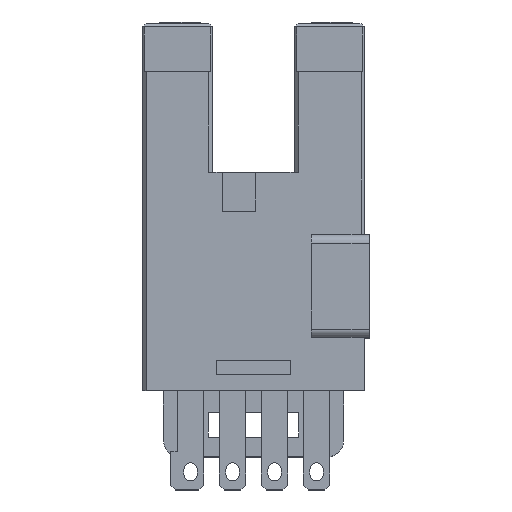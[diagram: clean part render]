
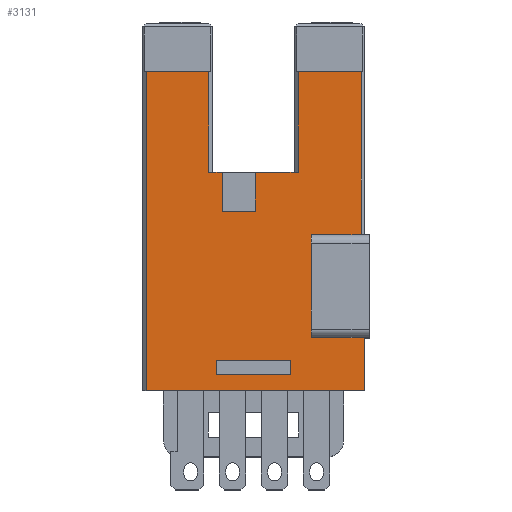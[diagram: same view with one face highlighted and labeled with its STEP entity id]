
A CAD part, top view. The second image highlights one B-rep face of the part: STEP entity #3131.
In plain terms, the highlighted planar face has unit normal (0, 0, 1).
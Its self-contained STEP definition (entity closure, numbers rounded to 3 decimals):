
#49=FACE_BOUND('',#376,.T.);
#202=FACE_OUTER_BOUND('',#375,.T.);
#375=EDGE_LOOP('',(#2602,#2603,#2604,#2605,#2606,#2607,#2608,#2609,#2610,
#2611,#2612,#2613,#2614,#2615,#2616,#2617));
#376=EDGE_LOOP('',(#2618,#2619,#2620,#2621));
#571=LINE('',#4501,#973);
#575=LINE('',#4509,#977);
#578=LINE('',#4515,#980);
#581=LINE('',#4520,#983);
#583=LINE('',#4526,#985);
#587=LINE('',#4535,#989);
#593=LINE('',#4545,#995);
#605=LINE('',#4571,#1007);
#614=LINE('',#4587,#1016);
#660=LINE('',#4681,#1062);
#703=LINE('',#4763,#1105);
#706=LINE('',#4768,#1108);
#747=LINE('',#4849,#1149);
#748=LINE('',#4854,#1150);
#752=LINE('',#4861,#1154);
#755=LINE('',#4866,#1157);
#756=LINE('',#4868,#1158);
#757=LINE('',#4870,#1159);
#758=LINE('',#4871,#1160);
#759=LINE('',#4872,#1161);
#973=VECTOR('',#3682,0.85);
#977=VECTOR('',#3688,4.5);
#980=VECTOR('',#3693,0.85);
#983=VECTOR('',#3698,4.5);
#985=VECTOR('',#3704,2.35);
#989=VECTOR('',#3710,2.35);
#995=VECTOR('',#3720,2.);
#1007=VECTOR('',#3742,2.6);
#1016=VECTOR('',#3751,0.8);
#1062=VECTOR('',#3821,3.2);
#1105=VECTOR('',#3882,9.9);
#1108=VECTOR('',#3887,6.1);
#1149=VECTOR('',#3950,6.1);
#1150=VECTOR('',#3957,13.2);
#1154=VECTOR('',#3963,19.3);
#1157=VECTOR('',#3968,3.8);
#1158=VECTOR('',#3969,3.2);
#1159=VECTOR('',#3970,6.2);
#1160=VECTOR('',#3971,3.);
#1161=VECTOR('',#3972,3.8);
#1340=VERTEX_POINT('',#4499);
#1341=VERTEX_POINT('',#4500);
#1344=VERTEX_POINT('',#4508);
#1346=VERTEX_POINT('',#4514);
#1348=VERTEX_POINT('',#4524);
#1349=VERTEX_POINT('',#4525);
#1352=VERTEX_POINT('',#4533);
#1353=VERTEX_POINT('',#4534);
#1364=VERTEX_POINT('',#4570);
#1371=VERTEX_POINT('',#4585);
#1406=VERTEX_POINT('',#4678);
#1407=VERTEX_POINT('',#4680);
#1436=VERTEX_POINT('',#4760);
#1437=VERTEX_POINT('',#4762);
#1438=VERTEX_POINT('',#4767);
#1467=VERTEX_POINT('',#4847);
#1468=VERTEX_POINT('',#4853);
#1470=VERTEX_POINT('',#4860);
#1472=VERTEX_POINT('',#4867);
#1473=VERTEX_POINT('',#4869);
#1687=EDGE_CURVE('',#1340,#1341,#571,.T.);
#1691=EDGE_CURVE('',#1344,#1340,#575,.T.);
#1694=EDGE_CURVE('',#1346,#1344,#578,.T.);
#1697=EDGE_CURVE('',#1341,#1346,#581,.T.);
#1699=EDGE_CURVE('',#1348,#1349,#583,.T.);
#1703=EDGE_CURVE('',#1352,#1353,#587,.T.);
#1709=EDGE_CURVE('',#1353,#1348,#593,.T.);
#1721=EDGE_CURVE('',#1352,#1364,#605,.T.);
#1730=EDGE_CURVE('',#1371,#1349,#614,.T.);
#1776=EDGE_CURVE('',#1407,#1406,#660,.T.);
#1819=EDGE_CURVE('',#1436,#1437,#703,.T.);
#1822=EDGE_CURVE('',#1364,#1438,#706,.T.);
#1863=EDGE_CURVE('',#1467,#1371,#747,.T.);
#1864=EDGE_CURVE('',#1468,#1407,#748,.T.);
#1868=EDGE_CURVE('',#1468,#1470,#752,.T.);
#1871=EDGE_CURVE('',#1467,#1470,#755,.T.);
#1872=EDGE_CURVE('',#1406,#1472,#756,.T.);
#1873=EDGE_CURVE('',#1472,#1473,#757,.T.);
#1874=EDGE_CURVE('',#1473,#1437,#758,.T.);
#1875=EDGE_CURVE('',#1436,#1438,#759,.T.);
#2602=ORIENTED_EDGE('',*,*,#1699,.T.);
#2603=ORIENTED_EDGE('',*,*,#1730,.F.);
#2604=ORIENTED_EDGE('',*,*,#1863,.F.);
#2605=ORIENTED_EDGE('',*,*,#1871,.T.);
#2606=ORIENTED_EDGE('',*,*,#1868,.F.);
#2607=ORIENTED_EDGE('',*,*,#1864,.T.);
#2608=ORIENTED_EDGE('',*,*,#1776,.T.);
#2609=ORIENTED_EDGE('',*,*,#1872,.T.);
#2610=ORIENTED_EDGE('',*,*,#1873,.T.);
#2611=ORIENTED_EDGE('',*,*,#1874,.T.);
#2612=ORIENTED_EDGE('',*,*,#1819,.F.);
#2613=ORIENTED_EDGE('',*,*,#1875,.T.);
#2614=ORIENTED_EDGE('',*,*,#1822,.F.);
#2615=ORIENTED_EDGE('',*,*,#1721,.F.);
#2616=ORIENTED_EDGE('',*,*,#1703,.T.);
#2617=ORIENTED_EDGE('',*,*,#1709,.T.);
#2618=ORIENTED_EDGE('',*,*,#1687,.T.);
#2619=ORIENTED_EDGE('',*,*,#1697,.T.);
#2620=ORIENTED_EDGE('',*,*,#1694,.T.);
#2621=ORIENTED_EDGE('',*,*,#1691,.T.);
#2936=PLANE('',#3309);
#3131=ADVANCED_FACE('',(#202,#49),#2936,.T.);
#3309=AXIS2_PLACEMENT_3D('',#4865,#3966,#3967);
#3682=DIRECTION('',(0.,1.,0.));
#3688=DIRECTION('',(-1.,0.,0.));
#3693=DIRECTION('',(0.,-1.,0.));
#3698=DIRECTION('',(1.,0.,0.));
#3704=DIRECTION('',(0.,1.,0.));
#3710=DIRECTION('',(0.,-1.,0.));
#3720=DIRECTION('',(-1.,0.,0.));
#3742=DIRECTION('',(1.,0.,0.));
#3751=DIRECTION('',(1.,0.,0.));
#3821=DIRECTION('',(0.,1.,0.));
#3882=DIRECTION('',(0.,-1.,0.));
#3887=DIRECTION('',(0.,1.,0.));
#3950=DIRECTION('',(0.,-1.,0.));
#3957=DIRECTION('',(1.,0.,0.));
#3963=DIRECTION('',(0.,1.,0.));
#3966=DIRECTION('center_axis',(0.,0.,1.));
#3967=DIRECTION('ref_axis',(1.,0.,0.));
#3968=DIRECTION('',(-1.,0.,0.));
#3969=DIRECTION('',(-1.,0.,0.));
#3970=DIRECTION('',(0.,1.,0.));
#3971=DIRECTION('',(1.,0.,0.));
#3972=DIRECTION('',(-1.,0.,0.));
#4499=CARTESIAN_POINT('',(-2.25,1.,3.2));
#4500=CARTESIAN_POINT('',(-2.25,1.85,3.2));
#4501=CARTESIAN_POINT('',(-2.25,6.464,3.2));
#4508=CARTESIAN_POINT('',(2.25,1.,3.2));
#4509=CARTESIAN_POINT('',(1.125,1.,3.2));
#4514=CARTESIAN_POINT('',(2.25,1.85,3.2));
#4515=CARTESIAN_POINT('',(2.25,6.889,3.2));
#4520=CARTESIAN_POINT('',(-1.125,1.85,3.2));
#4524=CARTESIAN_POINT('',(-1.9,10.85,3.2));
#4525=CARTESIAN_POINT('',(-1.9,13.2,3.2));
#4526=CARTESIAN_POINT('',(-1.9,12.564,3.2));
#4533=CARTESIAN_POINT('',(0.1,13.2,3.2));
#4534=CARTESIAN_POINT('',(0.1,10.85,3.2));
#4535=CARTESIAN_POINT('',(0.1,12.564,3.2));
#4545=CARTESIAN_POINT('',(-0.45,10.85,3.2));
#4570=CARTESIAN_POINT('',(2.7,13.2,3.2));
#4571=CARTESIAN_POINT('',(1.25,13.2,3.2));
#4585=CARTESIAN_POINT('',(-2.7,13.2,3.2));
#4587=CARTESIAN_POINT('',(1.25,13.2,3.2));
#4678=CARTESIAN_POINT('',(6.7,3.2,3.2));
#4680=CARTESIAN_POINT('',(6.7,0.,3.2));
#4681=CARTESIAN_POINT('',(6.7,22.2,3.2));
#4760=CARTESIAN_POINT('',(6.5,19.3,3.2));
#4762=CARTESIAN_POINT('',(6.5,9.4,3.2));
#4763=CARTESIAN_POINT('',(6.5,5.964,3.2));
#4767=CARTESIAN_POINT('',(2.7,19.3,3.2));
#4768=CARTESIAN_POINT('',(2.7,17.064,3.2));
#4847=CARTESIAN_POINT('',(-2.7,19.3,3.2));
#4849=CARTESIAN_POINT('',(-2.7,12.564,3.2));
#4853=CARTESIAN_POINT('',(-6.5,0.,3.2));
#4854=CARTESIAN_POINT('',(6.7,0.,3.2));
#4860=CARTESIAN_POINT('',(-6.5,19.3,3.2));
#4861=CARTESIAN_POINT('',(-6.5,17.064,3.2));
#4865=CARTESIAN_POINT('Origin',(0.,11.927,
3.2));
#4866=CARTESIAN_POINT('',(-0.424,19.3,3.2));
#4867=CARTESIAN_POINT('',(3.5,3.2,3.2));
#4868=CARTESIAN_POINT('',(3.35,3.2,3.2));
#4869=CARTESIAN_POINT('',(3.5,9.4,3.2));
#4870=CARTESIAN_POINT('',(3.5,9.114,3.2));
#4871=CARTESIAN_POINT('',(3.35,9.4,3.2));
#4872=CARTESIAN_POINT('',(-0.424,19.3,3.2));
